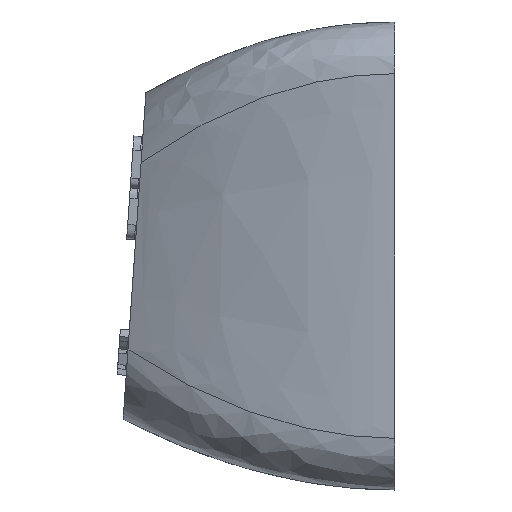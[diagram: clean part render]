
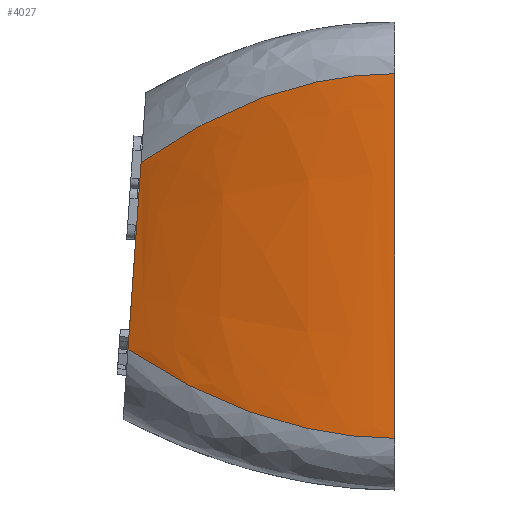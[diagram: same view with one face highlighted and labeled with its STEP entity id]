
A CAD part, left-side view. The second image highlights one B-rep face of the part: STEP entity #4027.
In plain terms, the highlighted free-form (B-spline) face has degree [3, 3] with [4, 4] control points.
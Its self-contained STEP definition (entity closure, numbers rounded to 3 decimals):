
#341=FACE_OUTER_BOUND('',#560,.T.);
#560=EDGE_LOOP('',(#3498,#3499,#3500,#3501));
#892=LINE('',#8942,#1208);
#893=LINE('',#8991,#1209);
#1208=VECTOR('',#4708,10.);
#1209=VECTOR('',#4711,10.);
#1456=B_SPLINE_CURVE_WITH_KNOTS('',3,(#8970,#8971,#8972,#8973),
 .UNSPECIFIED.,.F.,.F.,(4,4),(0.,1.),.UNSPECIFIED.);
#1457=B_SPLINE_CURVE_WITH_KNOTS('',3,(#8992,#8993,#8994,#8995),
 .UNSPECIFIED.,.F.,.F.,(4,4),(0.,1.),.UNSPECIFIED.);
#1859=VERTEX_POINT('',#8928);
#1865=VERTEX_POINT('',#8940);
#1867=VERTEX_POINT('',#8964);
#1868=VERTEX_POINT('',#8990);
#2453=EDGE_CURVE('',#1859,#1865,#892,.T.);
#2456=EDGE_CURVE('',#1867,#1859,#1456,.T.);
#2457=EDGE_CURVE('',#1867,#1868,#893,.T.);
#2458=EDGE_CURVE('',#1868,#1865,#1457,.T.);
#3498=ORIENTED_EDGE('',*,*,#2457,.F.);
#3499=ORIENTED_EDGE('',*,*,#2456,.T.);
#3500=ORIENTED_EDGE('',*,*,#2453,.T.);
#3501=ORIENTED_EDGE('',*,*,#2458,.F.);
#3817=B_SPLINE_SURFACE_WITH_KNOTS('',3,3,((#8974,#8975,#8976,#8977),(#8978,
#8979,#8980,#8981),(#8982,#8983,#8984,#8985),(#8986,#8987,#8988,#8989)),
 .UNSPECIFIED.,.F.,.F.,.F.,(4,4),(4,4),(0.,1.),(0.,1.),.UNSPECIFIED.);
#4027=ADVANCED_FACE('',(#341),#3817,.F.);
#4708=DIRECTION('',(0.,0.,1.));
#4711=DIRECTION('',(0.,-0.07,0.998));
#8928=CARTESIAN_POINT('',(0.,0.,2.));
#8940=CARTESIAN_POINT('',(0.,0.,16.1));
#8942=CARTESIAN_POINT('',(0.,0.,2.));
#8964=CARTESIAN_POINT('',(2.7,10.32,5.433));
#8970=CARTESIAN_POINT('Ctrl Pts',(2.7,10.32,5.433));
#8971=CARTESIAN_POINT('Ctrl Pts',(0.9,6.88,3.144));
#8972=CARTESIAN_POINT('Ctrl Pts',(0.,3.356,
2.));
#8973=CARTESIAN_POINT('Ctrl Pts',(0.,0.,2.));
#8974=CARTESIAN_POINT('Ctrl Pts',(2.7,10.32,5.433));
#8975=CARTESIAN_POINT('Ctrl Pts',(0.9,6.88,3.144));
#8976=CARTESIAN_POINT('Ctrl Pts',(0.,3.356,
2.));
#8977=CARTESIAN_POINT('Ctrl Pts',(0.,0.,2.));
#8978=CARTESIAN_POINT('Ctrl Pts',(2.7,10.221,6.843));
#8979=CARTESIAN_POINT('Ctrl Pts',(0.939,6.814,4.776));
#8980=CARTESIAN_POINT('Ctrl Pts',(0.,3.356,
3.047));
#8981=CARTESIAN_POINT('Ctrl Pts',(0.,0.,3.047));
#8982=CARTESIAN_POINT('Ctrl Pts',(2.7,9.913,11.261));
#8983=CARTESIAN_POINT('Ctrl Pts',(0.939,6.608,13.325));
#8984=CARTESIAN_POINT('Ctrl Pts',(0.,3.356,
15.053));
#8985=CARTESIAN_POINT('Ctrl Pts',(0.,0.,15.053));
#8986=CARTESIAN_POINT('Ctrl Pts',(2.7,9.814,12.671));
#8987=CARTESIAN_POINT('Ctrl Pts',(0.9,6.543,14.957));
#8988=CARTESIAN_POINT('Ctrl Pts',(0.,3.356,
16.1));
#8989=CARTESIAN_POINT('Ctrl Pts',(0.,0.,16.1));
#8990=CARTESIAN_POINT('',(2.7,9.814,12.671));
#8991=CARTESIAN_POINT('',(2.7,10.32,5.433));
#8992=CARTESIAN_POINT('Ctrl Pts',(2.7,9.814,12.671));
#8993=CARTESIAN_POINT('Ctrl Pts',(0.9,6.543,14.957));
#8994=CARTESIAN_POINT('Ctrl Pts',(0.,3.356,
16.1));
#8995=CARTESIAN_POINT('Ctrl Pts',(0.,0.,
16.1));
